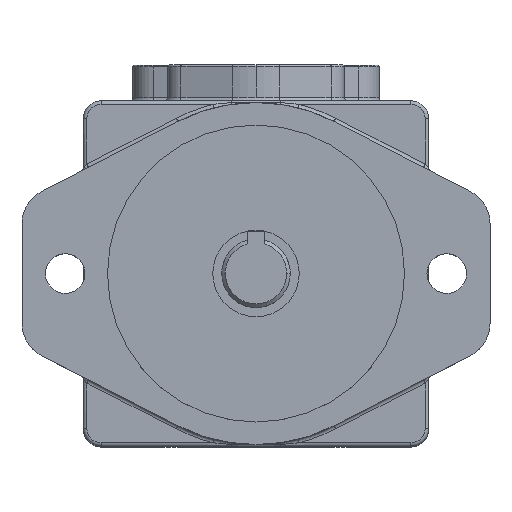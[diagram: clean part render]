
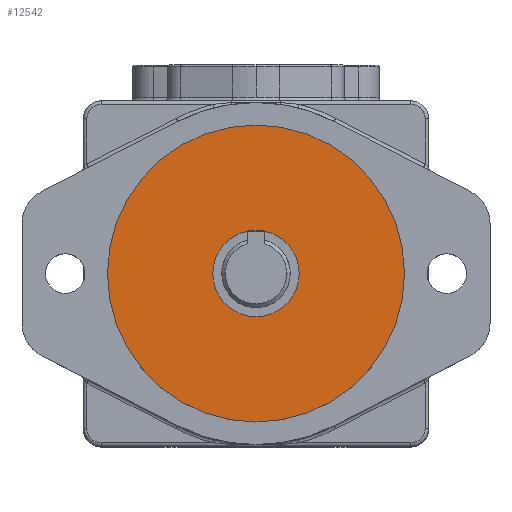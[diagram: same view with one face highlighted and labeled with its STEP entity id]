
A CAD part, top view. The second image highlights one B-rep face of the part: STEP entity #12542.
In plain terms, the highlighted planar face has unit normal (0, 0, 1).
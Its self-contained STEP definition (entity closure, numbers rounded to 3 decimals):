
#106 = DIRECTION ( 'NONE',  ( 0., 0., 1. ) ) ;
#1272 = DIRECTION ( 'NONE',  ( 0., 0., 1. ) ) ;
#1733 = VERTEX_POINT ( 'NONE', #8211 ) ;
#1830 = EDGE_CURVE ( 'NONE', #3132, #11548, #9622, .T. ) ;
#2382 = AXIS2_PLACEMENT_3D ( 'NONE', #9034, #106, #12430 ) ;
#2780 = AXIS2_PLACEMENT_3D ( 'NONE', #13740, #8423, #6139 ) ;
#3132 = VERTEX_POINT ( 'NONE', #11154 ) ;
#3265 = VERTEX_POINT ( 'NONE', #12734 ) ;
#6101 = FACE_OUTER_BOUND ( 'NONE', #10223, .T. ) ;
#6139 = DIRECTION ( 'NONE',  ( 1., 0., 0. ) ) ;
#6195 = CARTESIAN_POINT ( 'NONE',  ( 41.25, 0., -36.5 ) ) ;
#6537 = AXIS2_PLACEMENT_3D ( 'NONE', #14558, #6890, #7970 ) ;
#6890 = DIRECTION ( 'NONE',  ( 0., 0., 1. ) ) ;
#7085 = EDGE_CURVE ( 'NONE', #1733, #3265, #10065, .T. ) ;
#7681 = DIRECTION ( 'NONE',  ( 1., 0., 0. ) ) ;
#7850 = CARTESIAN_POINT ( 'NONE',  ( 0., 0., -36.5 ) ) ;
#7896 = EDGE_CURVE ( 'NONE', #11548, #3132, #14089, .T. ) ;
#7970 = DIRECTION ( 'NONE',  ( 1., 0., 0. ) ) ;
#8211 = CARTESIAN_POINT ( 'NONE',  ( 12., 0., -36.5 ) ) ;
#8423 = DIRECTION ( 'NONE',  ( 0., 0., 1. ) ) ;
#9034 = CARTESIAN_POINT ( 'NONE',  ( 0., 0., -36.5 ) ) ;
#9622 = CIRCLE ( 'NONE', #2382, 41.25 ) ;
#10065 = CIRCLE ( 'NONE', #12199, 12. ) ;
#10223 = EDGE_LOOP ( 'NONE', ( #16102, #12945 ) ) ;
#10339 = AXIS2_PLACEMENT_3D ( 'NONE', #7850, #1272, #7681 ) ;
#10370 = DIRECTION ( 'NONE',  ( 1., 0., 0. ) ) ;
#11120 = EDGE_CURVE ( 'NONE', #3265, #1733, #12705, .T. ) ;
#11154 = CARTESIAN_POINT ( 'NONE',  ( -41.25, 0., -36.5 ) ) ;
#11548 = VERTEX_POINT ( 'NONE', #6195 ) ;
#12199 = AXIS2_PLACEMENT_3D ( 'NONE', #13822, #12708, #10370 ) ;
#12213 = ORIENTED_EDGE ( 'NONE', *, *, #7085, .F. ) ;
#12430 = DIRECTION ( 'NONE',  ( 1., 0., 0. ) ) ;
#12542 = ADVANCED_FACE ( 'NONE', ( #6101, #14191 ), #15524, .T. ) ;
#12705 = CIRCLE ( 'NONE', #2780, 12. ) ;
#12708 = DIRECTION ( 'NONE',  ( 0., 0., 1. ) ) ;
#12734 = CARTESIAN_POINT ( 'NONE',  ( -12., 0., -36.5 ) ) ;
#12945 = ORIENTED_EDGE ( 'NONE', *, *, #7896, .T. ) ;
#12946 = EDGE_LOOP ( 'NONE', ( #15631, #12213 ) ) ;
#13740 = CARTESIAN_POINT ( 'NONE',  ( 0., 0., -36.5 ) ) ;
#13822 = CARTESIAN_POINT ( 'NONE',  ( 0., 0., -36.5 ) ) ;
#14089 = CIRCLE ( 'NONE', #6537, 41.25 ) ;
#14191 = FACE_BOUND ( 'NONE', #12946, .T. ) ;
#14558 = CARTESIAN_POINT ( 'NONE',  ( 0., 0., -36.5 ) ) ;
#15524 = PLANE ( 'NONE',  #10339 ) ;
#15631 = ORIENTED_EDGE ( 'NONE', *, *, #11120, .F. ) ;
#16102 = ORIENTED_EDGE ( 'NONE', *, *, #1830, .T. ) ;
